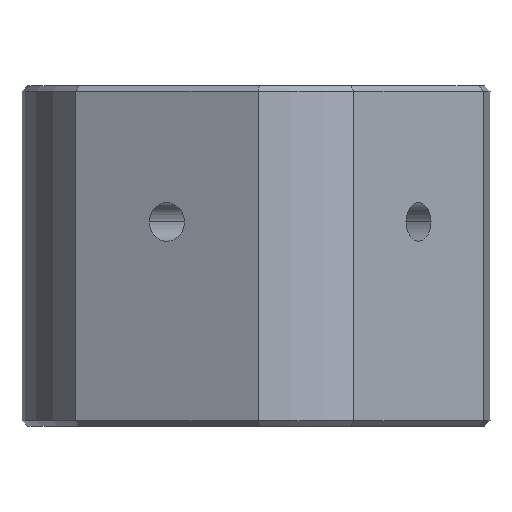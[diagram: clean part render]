
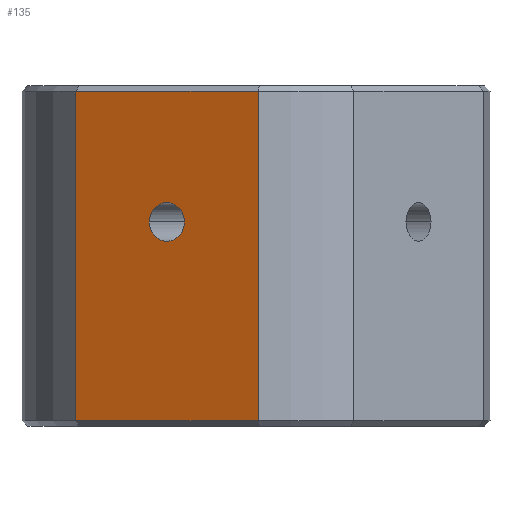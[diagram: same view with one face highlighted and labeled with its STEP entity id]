
A CAD part, left-side view. The second image highlights one B-rep face of the part: STEP entity #135.
In plain terms, the highlighted planar face has unit normal (-0.906, 0.423, 0).
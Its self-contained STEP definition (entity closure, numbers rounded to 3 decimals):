
#94 = CARTESIAN_POINT ( 'NONE',  ( -20.649, -0.153, 29.5 ) ) ;
#112 = EDGE_CURVE ( 'NONE', #441, #863, #2847, .T. ) ;
#135 = ADVANCED_FACE ( 'NONE', ( #599, #1877 ), #145, .T. ) ;
#145 = PLANE ( 'NONE',  #575 ) ;
#162 = CARTESIAN_POINT ( 'NONE',  ( -17.621, 6.341, 18. ) ) ;
#214 = VECTOR ( 'NONE', #1195, 1000. ) ;
#257 = LINE ( 'NONE', #2208, #214 ) ;
#404 = VERTEX_POINT ( 'NONE', #645 ) ;
#441 = VERTEX_POINT ( 'NONE', #94 ) ;
#517 = VERTEX_POINT ( 'NONE', #162 ) ;
#565 = EDGE_CURVE ( 'NONE', #770, #767, #1696, .T. ) ;
#575 = AXIS2_PLACEMENT_3D ( 'NONE', #648, #843, #1153 ) ;
#585 = VECTOR ( 'NONE', #607, 1000. ) ;
#599 = FACE_OUTER_BOUND ( 'NONE', #2401, .T. ) ;
#607 = DIRECTION ( 'NONE',  ( 0., 0., 1. ) ) ;
#645 = CARTESIAN_POINT ( 'NONE',  ( -16.184, 9.423, 18. ) ) ;
#648 = CARTESIAN_POINT ( 'NONE',  ( -13.156, 15.917, 0. ) ) ;
#667 = CARTESIAN_POINT ( 'NONE',  ( -13.156, 15.917, 0.5 ) ) ;
#668 = CARTESIAN_POINT ( 'NONE',  ( -13.156, 15.917, 0. ) ) ;
#692 = AXIS2_PLACEMENT_3D ( 'NONE', #993, #1447, #2738 ) ;
#767 = VERTEX_POINT ( 'NONE', #2761 ) ;
#770 = VERTEX_POINT ( 'NONE', #667 ) ;
#771 = ORIENTED_EDGE ( 'NONE', *, *, #1509, .T. ) ;
#777 = EDGE_LOOP ( 'NONE', ( #2224, #1173 ) ) ;
#801 = CIRCLE ( 'NONE', #2619, 1.7 ) ;
#843 = DIRECTION ( 'NONE',  ( -0.906, 0.423, 0. ) ) ;
#863 = VERTEX_POINT ( 'NONE', #1597 ) ;
#882 = VECTOR ( 'NONE', #1406, 1000. ) ;
#993 = CARTESIAN_POINT ( 'NONE',  ( -16.903, 7.882, 18. ) ) ;
#1153 = DIRECTION ( 'NONE',  ( -0.423, -0.906, 0. ) ) ;
#1173 = ORIENTED_EDGE ( 'NONE', *, *, #1503, .T. ) ;
#1195 = DIRECTION ( 'NONE',  ( 0., 0., 1. ) ) ;
#1350 = ORIENTED_EDGE ( 'NONE', *, *, #565, .T. ) ;
#1352 = CARTESIAN_POINT ( 'NONE',  ( -16.903, 7.882, 18. ) ) ;
#1406 = DIRECTION ( 'NONE',  ( 0.423, 0.906, 0. ) ) ;
#1447 = DIRECTION ( 'NONE',  ( 0.906, -0.423, 0. ) ) ;
#1503 = EDGE_CURVE ( 'NONE', #404, #517, #3241, .T. ) ;
#1509 = EDGE_CURVE ( 'NONE', #767, #441, #257, .T. ) ;
#1597 = CARTESIAN_POINT ( 'NONE',  ( -13.156, 15.917, 29.5 ) ) ;
#1696 = LINE ( 'NONE', #2909, #1976 ) ;
#1732 = EDGE_CURVE ( 'NONE', #770, #863, #2530, .T. ) ;
#1877 = FACE_BOUND ( 'NONE', #777, .T. ) ;
#1976 = VECTOR ( 'NONE', #2470, 1000. ) ;
#2105 = CARTESIAN_POINT ( 'NONE',  ( -13.156, 15.917, 29.5 ) ) ;
#2123 = DIRECTION ( 'NONE',  ( 0.906, -0.423, 0. ) ) ;
#2142 = EDGE_CURVE ( 'NONE', #517, #404, #801, .T. ) ;
#2200 = ORIENTED_EDGE ( 'NONE', *, *, #1732, .F. ) ;
#2208 = CARTESIAN_POINT ( 'NONE',  ( -20.649, -0.153, 0. ) ) ;
#2224 = ORIENTED_EDGE ( 'NONE', *, *, #2142, .T. ) ;
#2337 = DIRECTION ( 'NONE',  ( -0.423, -0.906, 0. ) ) ;
#2401 = EDGE_LOOP ( 'NONE', ( #2200, #1350, #771, #3151 ) ) ;
#2470 = DIRECTION ( 'NONE',  ( -0.423, -0.906, 0. ) ) ;
#2530 = LINE ( 'NONE', #668, #585 ) ;
#2619 = AXIS2_PLACEMENT_3D ( 'NONE', #1352, #2123, #2337 ) ;
#2738 = DIRECTION ( 'NONE',  ( -0.423, -0.906, 0. ) ) ;
#2761 = CARTESIAN_POINT ( 'NONE',  ( -20.649, -0.153, 0.5 ) ) ;
#2847 = LINE ( 'NONE', #2105, #882 ) ;
#2909 = CARTESIAN_POINT ( 'NONE',  ( -20.649, -0.153, 0.5 ) ) ;
#3151 = ORIENTED_EDGE ( 'NONE', *, *, #112, .T. ) ;
#3241 = CIRCLE ( 'NONE', #692, 1.7 ) ;
